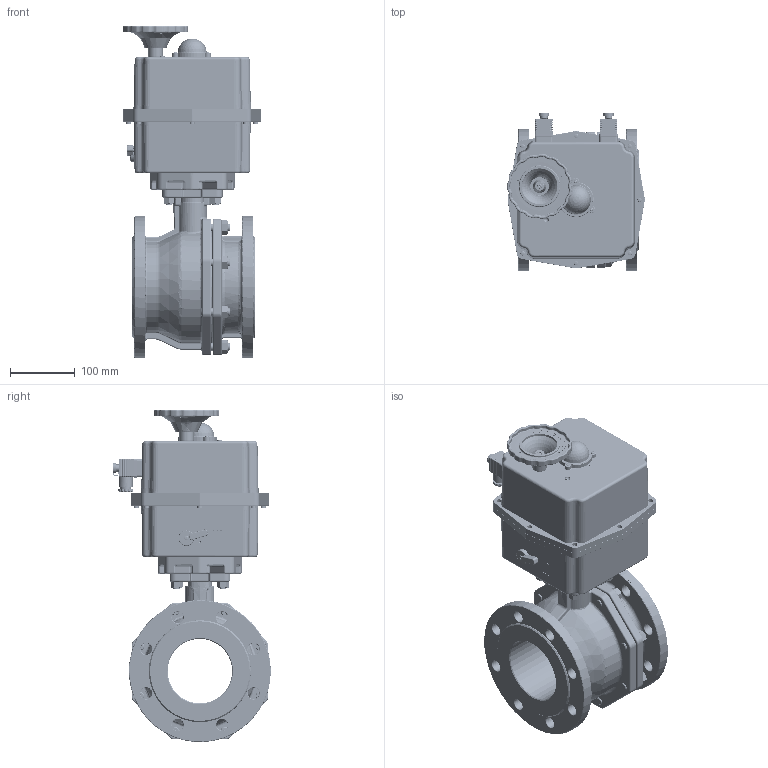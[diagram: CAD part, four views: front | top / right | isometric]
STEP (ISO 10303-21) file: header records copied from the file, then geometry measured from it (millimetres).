
FILE_DESCRIPTION(('HOOPS Exchange Step'),'2;1');
FILE_NAME('EK05_DN100.stp','2025-05-20T08:32:16+02:00',('nieru'),('Unknown organisation'),'HOOPS Exchange 2024.2','HOOPS Exchange','Unknown authorisation');
FILE_SCHEMA( ('AP203_CONFIGURATION_CONTROLLED_3D_DESIGN_OF_MECHANICAL_PARTS_AND_ASSEMBLIES_MIM_LF') );
Length unit declared in the file: millimetre
Products named in the file (4): 0; root
Assembly tree (3 placements, depth 3):
  root
    0
      0
      0
Bounding box: 213.48 x 244.4 x 514.37 mm (x, y, z)
Volume: 9408242.3 mm3; surface area: 873468.8 mm2
Topology: 105 solids, 105 shells, 5530 faces, 13708 edges, 8390 vertices
Faces by surface type: cylinder 1916, plane 1355, torus 1064, bspline 782, cone 338, sphere 75
Full cylindrical faces by diameter (mm): 6.76 x1, 10 x4, 11 x2, 12 x8, 16.5 x2, 22 x2, 22.351 x1, 37.5 x1, 38.651 x2, 41.402 x1, 44.6 x1, 44.979 x1, 45.651 x1, 50.729 x1, 100 x1, 179.5 x1
Entity records: 333190 total; most frequent: CARTESIAN_POINT 211902, ORIENTED_EDGE 27200, DIRECTION 22313, EDGE_CURVE 13600, AXIS2_PLACEMENT_3D 9059, VERTEX_POINT 8390, EDGE_LOOP 5870, FACE_BOUND 5870
